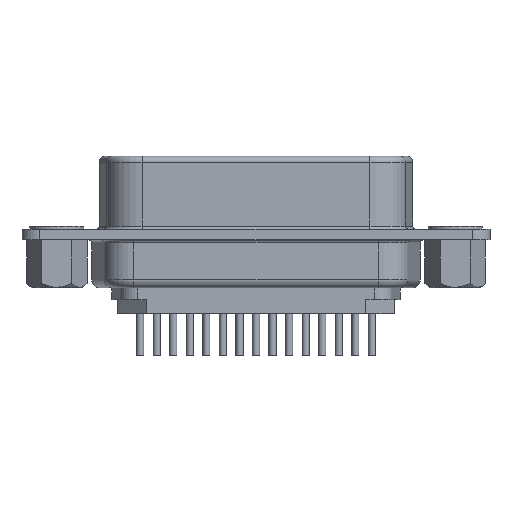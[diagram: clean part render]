
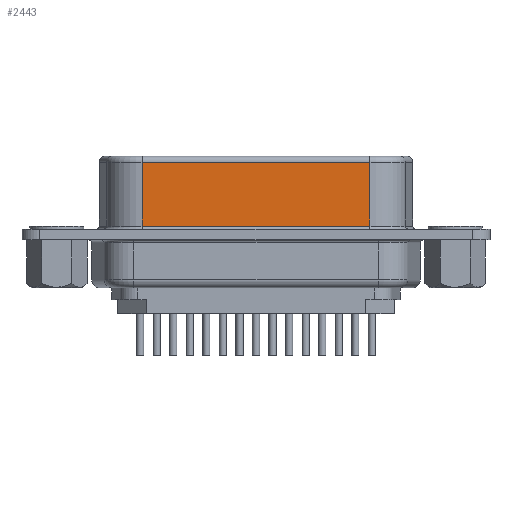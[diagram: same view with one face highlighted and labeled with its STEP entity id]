
A CAD part, front view. The second image highlights one B-rep face of the part: STEP entity #2443.
In plain terms, the highlighted planar face has unit normal (0, -1, 0).
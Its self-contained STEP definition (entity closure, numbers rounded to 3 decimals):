
#440 = AXIS2_PLACEMENT_3D ( 'NONE', #8044, #8047, #8048 ) ;
#1090 = VERTEX_POINT ( 'NONE', #9689 ) ;
#1432 = EDGE_CURVE ( 'NONE', #2778, #2774, #4340, .T. ) ;
#1712 = EDGE_CURVE ( 'NONE', #1090, #2778, #4557, .T. ) ;
#1999 = EDGE_CURVE ( 'NONE', #2779, #2774, #4796, .T. ) ;
#2031 = EDGE_CURVE ( 'NONE', #2779, #1090, #4829, .T. ) ;
#2443 = ADVANCED_FACE ( 'NONE', ( #8507 ), #8045, .F. ) ;
#2774 = VERTEX_POINT ( 'NONE', #9462 ) ;
#2778 = VERTEX_POINT ( 'NONE', #9466 ) ;
#2779 = VERTEX_POINT ( 'NONE', #9467 ) ;
#3205 = ORIENTED_EDGE ( 'NONE', *, *, #1712, .T. ) ;
#3206 = ORIENTED_EDGE ( 'NONE', *, *, #1432, .T. ) ;
#3207 = ORIENTED_EDGE ( 'NONE', *, *, #1999, .F. ) ;
#3208 = ORIENTED_EDGE ( 'NONE', *, *, #2031, .T. ) ;
#3996 = EDGE_LOOP ( 'NONE', ( #3205, #3206, #3207, #3208 ) ) ;
#4340 = LINE ( 'NONE', #5124, #4342 ) ;
#4342 = VECTOR ( 'NONE', #5125, 1000. ) ;
#4557 = LINE ( 'NONE', #5544, #4560 ) ;
#4560 = VECTOR ( 'NONE', #5545, 1000. ) ;
#4796 = LINE ( 'NONE', #5978, #4799 ) ;
#4799 = VECTOR ( 'NONE', #5979, 1000. ) ;
#4829 = LINE ( 'NONE', #6023, #4832 ) ;
#4832 = VECTOR ( 'NONE', #6024, 1000. ) ;
#5124 = CARTESIAN_POINT ( 'NONE',  ( 9.533, -4.68, 0.7 ) ) ;
#5125 = DIRECTION ( 'NONE',  ( 1., 0., 0. ) ) ;
#5544 = CARTESIAN_POINT ( 'NONE',  ( -9.533, -4.68, 6.55 ) ) ;
#5545 = DIRECTION ( 'NONE',  ( 0., 0., -1. ) ) ;
#5978 = CARTESIAN_POINT ( 'NONE',  ( 9.533, -4.68, 6.55 ) ) ;
#5979 = DIRECTION ( 'NONE',  ( 0., 0., -1. ) ) ;
#6023 = CARTESIAN_POINT ( 'NONE',  ( -10.125, -4.68, 6.05 ) ) ;
#6024 = DIRECTION ( 'NONE',  ( -1., 0., 0. ) ) ;
#8044 = CARTESIAN_POINT ( 'NONE',  ( -9.533, -4.68, 6.55 ) ) ;
#8045 = PLANE ( 'NONE',  #440 ) ;
#8047 = DIRECTION ( 'NONE',  ( 0., 1., 0. ) ) ;
#8048 = DIRECTION ( 'NONE',  ( -1., 0., 0. ) ) ;
#8507 = FACE_OUTER_BOUND ( 'NONE', #3996, .T. ) ;
#9462 = CARTESIAN_POINT ( 'NONE',  ( 9.533, -4.68, 0.7 ) ) ;
#9466 = CARTESIAN_POINT ( 'NONE',  ( -9.533, -4.68, 0.7 ) ) ;
#9467 = CARTESIAN_POINT ( 'NONE',  ( 9.533, -4.68, 6.05 ) ) ;
#9689 = CARTESIAN_POINT ( 'NONE',  ( -9.533, -4.68, 6.05 ) ) ;
